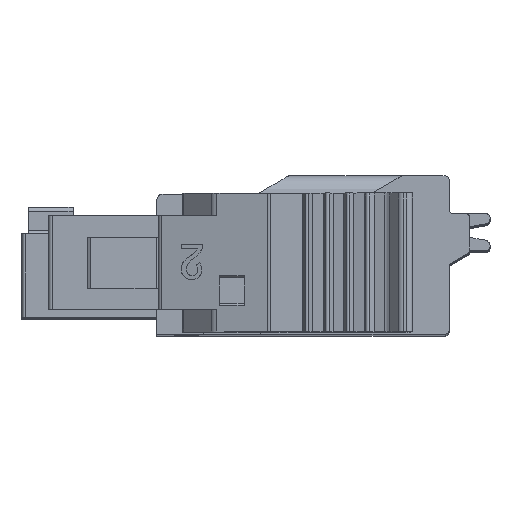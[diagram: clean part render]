
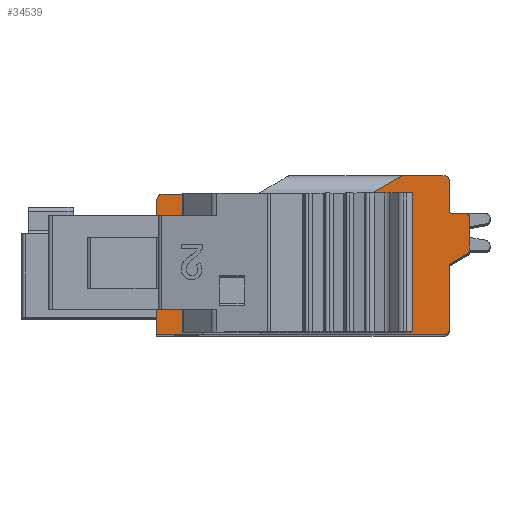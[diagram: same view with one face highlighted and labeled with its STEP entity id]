
A CAD part, top view. The second image highlights one B-rep face of the part: STEP entity #34539.
In plain terms, the highlighted planar face has unit normal (0, 0, 1).
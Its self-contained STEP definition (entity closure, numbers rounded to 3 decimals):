
#3616=DIRECTION('',(0.,-1.,0.));
#3617=VECTOR('',#3616,6.75);
#3618=CARTESIAN_POINT('',(26.932,23.438,65.275));
#3619=LINE('',#3618,#3617);
#3620=DIRECTION('',(1.,0.,0.));
#3621=VECTOR('',#3620,2.497);
#3622=CARTESIAN_POINT('',(27.901,23.438,65.275));
#3623=LINE('',#3622,#3621);
#3624=DIRECTION('',(0.866,0.5,0.));
#3625=VECTOR('',#3624,1.8);
#3626=CARTESIAN_POINT('',(30.397,23.438,65.275));
#3627=LINE('',#3626,#3625);
#3628=DIRECTION('',(1.,0.,0.));
#3629=VECTOR('',#3628,2.1);
#3630=CARTESIAN_POINT('',(31.956,24.338,65.275));
#3631=LINE('',#3630,#3629);
#3632=CARTESIAN_POINT('',(34.056,24.138,65.275));
#3633=DIRECTION('',(0.,0.,-1.));
#3634=DIRECTION('',(0.,1.,0.));
#3635=AXIS2_PLACEMENT_3D('',#3632,#3633,#3634);
#3637=DIRECTION('',(0.,-1.,0.));
#3638=VECTOR('',#3637,1.45);
#3639=CARTESIAN_POINT('',(34.256,24.138,65.275));
#3640=LINE('',#3639,#3638);
#3641=CARTESIAN_POINT('',(34.456,22.688,65.275));
#3642=DIRECTION('',(0.,0.,1.));
#3643=DIRECTION('',(-1.,0.,0.));
#3644=AXIS2_PLACEMENT_3D('',#3641,#3642,#3643);
#3646=DIRECTION('',(1.,0.,0.));
#3647=VECTOR('',#3646,0.6);
#3648=CARTESIAN_POINT('',(34.456,22.488,65.275));
#3649=LINE('',#3648,#3647);
#3650=CARTESIAN_POINT('',(35.056,22.288,65.275));
#3651=DIRECTION('',(0.,0.,-1.));
#3652=DIRECTION('',(0.,1.,0.));
#3653=AXIS2_PLACEMENT_3D('',#3650,#3651,#3652);
#3655=DIRECTION('',(0.,-1.,0.));
#3656=VECTOR('',#3655,1.585);
#3657=CARTESIAN_POINT('',(35.256,22.288,65.275));
#3658=LINE('',#3657,#3656);
#3659=CARTESIAN_POINT('',(35.056,20.703,65.275));
#3660=DIRECTION('',(0.,0.,-1.));
#3661=DIRECTION('',(1.,0.,0.));
#3662=AXIS2_PLACEMENT_3D('',#3659,#3660,#3661);
#3664=DIRECTION('',(-0.866,-0.5,0.));
#3665=VECTOR('',#3664,0.924);
#3666=CARTESIAN_POINT('',(35.156,20.53,65.275));
#3667=LINE('',#3666,#3665);
#3668=CARTESIAN_POINT('',(34.456,19.895,65.275));
#3669=DIRECTION('',(0.,0.,1.));
#3670=DIRECTION('',(-0.5,0.866,0.));
#3671=AXIS2_PLACEMENT_3D('',#3668,#3669,#3670);
#3673=DIRECTION('',(0.,-1.,0.));
#3674=VECTOR('',#3673,3.107);
#3675=CARTESIAN_POINT('',(34.256,19.895,65.275));
#3676=LINE('',#3675,#3674);
#3677=CARTESIAN_POINT('',(34.056,16.788,65.275));
#3678=DIRECTION('',(0.,0.,-1.));
#3679=DIRECTION('',(1.,0.,0.));
#3680=AXIS2_PLACEMENT_3D('',#3677,#3678,#3679);
#3682=DIRECTION('',(-1.,0.,0.));
#3683=VECTOR('',#3682,14.1);
#3684=CARTESIAN_POINT('',(34.056,16.588,65.275));
#3685=LINE('',#3684,#3683);
#3686=DIRECTION('',(0.,1.,0.));
#3687=VECTOR('',#3686,6.55);
#3688=CARTESIAN_POINT('',(19.956,16.588,65.275));
#3689=LINE('',#3688,#3687);
#3690=CARTESIAN_POINT('',(20.256,23.138,65.275));
#3691=DIRECTION('',(0.,0.,-1.));
#3692=DIRECTION('',(-1.,-0.001,0.));
#3693=AXIS2_PLACEMENT_3D('',#3690,#3691,#3692);
#3695=DIRECTION('',(1.,0.,0.));
#3696=VECTOR('',#3695,6.676);
#3697=CARTESIAN_POINT('',(20.256,23.438,65.275));
#3698=LINE('',#3697,#3696);
#3699=DIRECTION('',(0.,-1.,0.));
#3700=VECTOR('',#3699,5.73);
#3701=CARTESIAN_POINT('',(22.765,22.468,65.275));
#3702=LINE('',#3701,#3700);
#3703=DIRECTION('',(0.,1.,0.));
#3704=VECTOR('',#3703,5.73);
#3705=CARTESIAN_POINT('',(24.486,16.738,65.275));
#3706=LINE('',#3705,#3704);
#3715=DIRECTION('',(0.,-1.,0.));
#3716=VECTOR('',#3715,6.75);
#3717=CARTESIAN_POINT('',(27.901,23.438,65.275));
#3718=LINE('',#3717,#3716);
#3859=DIRECTION('',(-1.,0.,0.));
#3860=VECTOR('',#3859,0.968);
#3861=CARTESIAN_POINT('',(27.901,16.688,65.275));
#3862=LINE('',#3861,#3860);
#4486=DIRECTION('',(-1.,0.,0.));
#4487=VECTOR('',#4486,1.721);
#4488=CARTESIAN_POINT('',(24.486,16.738,65.275));
#4489=LINE('',#4488,#4487);
#4502=DIRECTION('',(1.,0.,0.));
#4503=VECTOR('',#4502,1.721);
#4504=CARTESIAN_POINT('',(22.765,22.468,65.275));
#4505=LINE('',#4504,#4503);
#23469=CARTESIAN_POINT('',(34.256,19.895,65.275));
#23470=CARTESIAN_POINT('',(34.256,16.788,65.275));
#23471=VERTEX_POINT('',#23469);
#23472=VERTEX_POINT('',#23470);
#23746=CARTESIAN_POINT('',(34.056,16.588,65.275));
#23747=VERTEX_POINT('',#23746);
#23752=CARTESIAN_POINT('',(19.956,16.588,65.275));
#23753=VERTEX_POINT('',#23752);
#24070=CARTESIAN_POINT('',(30.397,23.438,65.275));
#24071=VERTEX_POINT('',#24070);
#24072=CARTESIAN_POINT('',(27.901,23.438,65.275));
#24073=VERTEX_POINT('',#24072);
#24080=CARTESIAN_POINT('',(26.932,23.438,65.275));
#24081=VERTEX_POINT('',#24080);
#24082=CARTESIAN_POINT('',(20.256,23.438,65.275));
#24083=VERTEX_POINT('',#24082);
#24226=CARTESIAN_POINT('',(34.056,24.338,65.275));
#24227=VERTEX_POINT('',#24226);
#24228=CARTESIAN_POINT('',(31.956,24.338,65.275));
#24229=VERTEX_POINT('',#24228);
#24602=CARTESIAN_POINT('',(34.256,24.138,65.275));
#24603=VERTEX_POINT('',#24602);
#24626=CARTESIAN_POINT('',(34.256,22.688,65.275));
#24627=VERTEX_POINT('',#24626);
#24974=CARTESIAN_POINT('',(34.356,20.068,65.275));
#24975=VERTEX_POINT('',#24974);
#24976=CARTESIAN_POINT('',(35.156,20.53,65.275));
#24977=VERTEX_POINT('',#24976);
#24978=CARTESIAN_POINT('',(26.932,16.688,65.275));
#24979=VERTEX_POINT('',#24978);
#24980=CARTESIAN_POINT('',(27.901,16.688,65.275));
#24981=VERTEX_POINT('',#24980);
#24982=CARTESIAN_POINT('',(34.456,22.488,65.275));
#24983=VERTEX_POINT('',#24982);
#24984=CARTESIAN_POINT('',(35.056,22.488,65.275));
#24985=VERTEX_POINT('',#24984);
#24986=CARTESIAN_POINT('',(35.256,22.288,65.275));
#24987=VERTEX_POINT('',#24986);
#24988=CARTESIAN_POINT('',(35.256,20.703,65.275));
#24989=VERTEX_POINT('',#24988);
#24990=CARTESIAN_POINT('',(19.956,23.138,65.275));
#24991=VERTEX_POINT('',#24990);
#24992=CARTESIAN_POINT('',(22.765,22.468,65.275));
#24993=CARTESIAN_POINT('',(22.765,16.738,65.275));
#24994=VERTEX_POINT('',#24992);
#24995=VERTEX_POINT('',#24993);
#24996=CARTESIAN_POINT('',(24.486,16.738,65.275));
#24997=VERTEX_POINT('',#24996);
#24998=CARTESIAN_POINT('',(24.486,22.468,65.275));
#24999=VERTEX_POINT('',#24998);
#34487=CARTESIAN_POINT('',(26.228,21.108,65.275));
#34488=DIRECTION('',(0.,0.,1.));
#34489=DIRECTION('',(1.,0.,0.));
#34490=AXIS2_PLACEMENT_3D('',#34487,#34488,#34489);
#34491=PLANE('',#34490);
#34493=ORIENTED_EDGE('',*,*,#34492,.T.);
#34495=ORIENTED_EDGE('',*,*,#34494,.F.);
#34497=ORIENTED_EDGE('',*,*,#34496,.F.);
#34498=ORIENTED_EDGE('',*,*,#33845,.T.);
#34500=ORIENTED_EDGE('',*,*,#34499,.T.);
#34501=ORIENTED_EDGE('',*,*,#34029,.T.);
#34502=ORIENTED_EDGE('',*,*,#34480,.T.);
#34503=ORIENTED_EDGE('',*,*,#30123,.T.);
#34505=ORIENTED_EDGE('',*,*,#34504,.T.);
#34507=ORIENTED_EDGE('',*,*,#34506,.T.);
#34509=ORIENTED_EDGE('',*,*,#34508,.T.);
#34511=ORIENTED_EDGE('',*,*,#34510,.T.);
#34513=ORIENTED_EDGE('',*,*,#34512,.T.);
#34515=ORIENTED_EDGE('',*,*,#34514,.T.);
#34517=ORIENTED_EDGE('',*,*,#34516,.T.);
#34518=ORIENTED_EDGE('',*,*,#30542,.T.);
#34519=ORIENTED_EDGE('',*,*,#33749,.T.);
#34521=ORIENTED_EDGE('',*,*,#34520,.T.);
#34523=ORIENTED_EDGE('',*,*,#34522,.T.);
#34525=ORIENTED_EDGE('',*,*,#34524,.T.);
#34526=ORIENTED_EDGE('',*,*,#33855,.T.);
#34527=EDGE_LOOP('',(#34493,#34495,#34497,#34498,#34500,#34501,#34502,#34503,
#34505,#34507,#34509,#34511,#34513,#34515,#34517,#34518,#34519,#34521,#34523,
#34525,#34526));
#34528=FACE_OUTER_BOUND('',#34527,.F.);
#34530=ORIENTED_EDGE('',*,*,#34529,.T.);
#34532=ORIENTED_EDGE('',*,*,#34531,.F.);
#34534=ORIENTED_EDGE('',*,*,#34533,.T.);
#34536=ORIENTED_EDGE('',*,*,#34535,.F.);
#34537=EDGE_LOOP('',(#34530,#34532,#34534,#34536));
#34538=FACE_BOUND('',#34537,.F.);
#3636=CIRCLE('',#3635,0.2);
#3645=CIRCLE('',#3644,0.2);
#3654=CIRCLE('',#3653,0.2);
#3663=CIRCLE('',#3662,0.2);
#3672=CIRCLE('',#3671,0.2);
#3681=CIRCLE('',#3680,0.2);
#3694=CIRCLE('',#3693,0.3);
#30123=EDGE_CURVE('',#24603,#24627,#3640,.T.);
#30542=EDGE_CURVE('',#23471,#23472,#3676,.T.);
#33749=EDGE_CURVE('',#23472,#23747,#3681,.T.);
#33845=EDGE_CURVE('',#24073,#24071,#3623,.T.);
#33855=EDGE_CURVE('',#24083,#24081,#3698,.T.);
#34029=EDGE_CURVE('',#24229,#24227,#3631,.T.);
#34480=EDGE_CURVE('',#24227,#24603,#3636,.T.);
#34492=EDGE_CURVE('',#24081,#24979,#3619,.T.);
#34494=EDGE_CURVE('',#24981,#24979,#3862,.T.);
#34496=EDGE_CURVE('',#24073,#24981,#3718,.T.);
#34499=EDGE_CURVE('',#24071,#24229,#3627,.T.);
#34504=EDGE_CURVE('',#24627,#24983,#3645,.T.);
#34506=EDGE_CURVE('',#24983,#24985,#3649,.T.);
#34508=EDGE_CURVE('',#24985,#24987,#3654,.T.);
#34510=EDGE_CURVE('',#24987,#24989,#3658,.T.);
#34512=EDGE_CURVE('',#24989,#24977,#3663,.T.);
#34514=EDGE_CURVE('',#24977,#24975,#3667,.T.);
#34516=EDGE_CURVE('',#24975,#23471,#3672,.T.);
#34520=EDGE_CURVE('',#23747,#23753,#3685,.T.);
#34522=EDGE_CURVE('',#23753,#24991,#3689,.T.);
#34524=EDGE_CURVE('',#24991,#24083,#3694,.T.);
#34529=EDGE_CURVE('',#24994,#24995,#3702,.T.);
#34531=EDGE_CURVE('',#24997,#24995,#4489,.T.);
#34533=EDGE_CURVE('',#24997,#24999,#3706,.T.);
#34535=EDGE_CURVE('',#24994,#24999,#4505,.T.);
#34539=ADVANCED_FACE('',(#34528,#34538),#34491,.T.);
